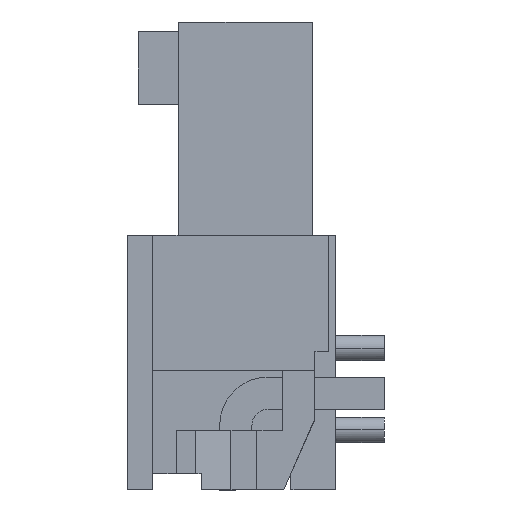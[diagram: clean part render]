
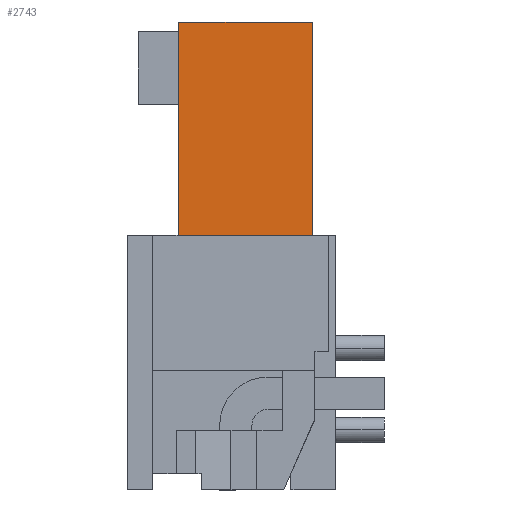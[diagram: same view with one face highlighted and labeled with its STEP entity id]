
A CAD part, left-side view. The second image highlights one B-rep face of the part: STEP entity #2743.
In plain terms, the highlighted planar face has unit normal (-1, 0, 0).
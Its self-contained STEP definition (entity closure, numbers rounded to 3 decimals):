
#1731=CARTESIAN_POINT('Vertex',(5.582,2.222,7.9)) ;
#1734=CARTESIAN_POINT('Line Origine',(5.582,4.296,7.9)) ;
#1738=CARTESIAN_POINT('Vertex',(5.582,6.37,7.9)) ;
#2705=CARTESIAN_POINT('Vertex',(5.582,2.222,14.5)) ;
#2708=CARTESIAN_POINT('Line Origine',(5.582,2.222,11.2)) ;
#2720=CARTESIAN_POINT('Axis2P3D Location',(5.582,2.222,7.9)) ;
#2725=CARTESIAN_POINT('Line Origine',(5.582,4.296,14.5)) ;
#2729=CARTESIAN_POINT('Vertex',(5.582,6.37,14.5)) ;
#2732=CARTESIAN_POINT('Line Origine',(5.582,6.37,11.2)) ;
#1735=DIRECTION('Vector Direction',(0.,1.,0.)) ;
#2709=DIRECTION('Vector Direction',(0.,0.,1.)) ;
#2721=DIRECTION('Axis2P3D Direction',(1.,0.,0.)) ;
#2722=DIRECTION('Axis2P3D XDirection',(0.,1.,0.)) ;
#2726=DIRECTION('Vector Direction',(0.,1.,0.)) ;
#2733=DIRECTION('Vector Direction',(0.,0.,1.)) ;
#2723=AXIS2_PLACEMENT_3D('Plane Axis2P3D',#2720,#2721,#2722) ;
#2738=ORIENTED_EDGE('',*,*,#2731,.T.) ;
#2739=ORIENTED_EDGE('',*,*,#2736,.F.) ;
#2740=ORIENTED_EDGE('',*,*,#1740,.T.) ;
#2741=ORIENTED_EDGE('',*,*,#2712,.T.) ;
#1736=VECTOR('Line Direction',#1735,1.) ;
#2710=VECTOR('Line Direction',#2709,1.) ;
#2727=VECTOR('Line Direction',#2726,1.) ;
#2734=VECTOR('Line Direction',#2733,1.) ;
#2743=ADVANCED_FACE('HOUSING',(#2742),#2724,.F.) ;
#1740=EDGE_CURVE('',#1739,#1732,#1737,.F.) ;
#2712=EDGE_CURVE('',#1732,#2706,#2711,.T.) ;
#2731=EDGE_CURVE('',#2706,#2730,#2728,.T.) ;
#2736=EDGE_CURVE('',#1739,#2730,#2735,.T.) ;
#2737=EDGE_LOOP('',(#2738,#2739,#2740,#2741)) ;
#2742=FACE_OUTER_BOUND('',#2737,.T.) ;
#1737=LINE('Line',#1734,#1736) ;
#2711=LINE('Line',#2708,#2710) ;
#2728=LINE('Line',#2725,#2727) ;
#2735=LINE('Line',#2732,#2734) ;
#2724=PLANE('',#2723) ;
#1732=VERTEX_POINT('',#1731) ;
#1739=VERTEX_POINT('',#1738) ;
#2706=VERTEX_POINT('',#2705) ;
#2730=VERTEX_POINT('',#2729) ;
